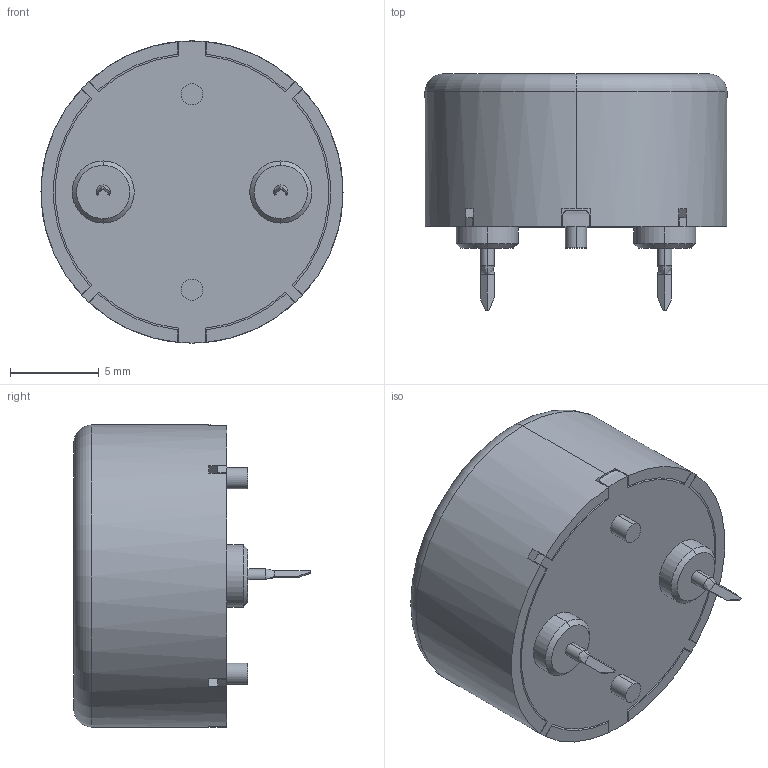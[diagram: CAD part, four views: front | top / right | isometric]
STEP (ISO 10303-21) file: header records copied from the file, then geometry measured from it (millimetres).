
FILE_DESCRIPTION (( 'STEP AP214' ), '1' );
FILE_NAME ('PKM17EPP-2002-B0.STEP', '2020-07-16T12:18:00', ( '' ), ( '' ), 'SwSTEP 2.0', 'SolidWorks 2017', '' );
FILE_SCHEMA (( 'AUTOMOTIVE_DESIGN' ));
Length unit declared in the file: millimetre
Products named in the file (1): PKM17EPP-2002-B0
Bounding box: 17 x 13.3 x 17 mm (x, y, z)
Volume: 1951.6 mm3; surface area: 1021.8 mm2
Topology: 3 solids, 3 shells, 163 faces, 400 edges, 250 vertices
Faces by surface type: plane 93, cylinder 52, bspline 12, cone 4, torus 2
Entity records: 4998 total; most frequent: CARTESIAN_POINT 1050, DIRECTION 824, ORIENTED_EDGE 800, EDGE_CURVE 400, AXIS2_PLACEMENT_3D 280, LINE 264, VECTOR 264, VERTEX_POINT 250
